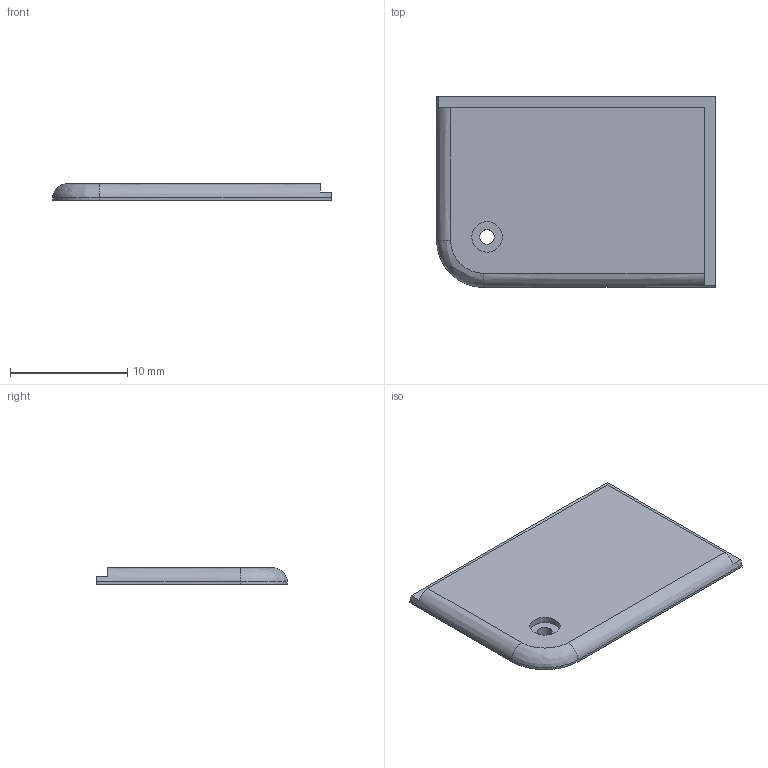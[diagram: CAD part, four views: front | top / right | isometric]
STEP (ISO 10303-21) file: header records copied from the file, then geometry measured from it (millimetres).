
FILE_DESCRIPTION(/* description */ (''),/* implementation_level */ '2;1');
FILE_NAME(/* name */ 'pepper-deck-4-card-cover.step',/* time_stamp */ '2025-04-30T10:02:49+08:00',/* author */ (''),/* organization */ (''),/* preprocessor_version */ 'ST-DEVELOPER v20.1',/* originating_system */ 'Autodesk Translation Framework v14.4.0.0',/* authorisation */ '');
FILE_SCHEMA (('AUTOMOTIVE_DESIGN { 1 0 10303 214 3 1 1 }'));
Length unit declared in the file: millimetre
Products named in the file (1): pepper-deck
Bounding box: 23.75 x 16.25 x 1.4 mm (x, y, z)
Volume: 492.8 mm3; surface area: 856.1 mm2
Topology: 1 solids, 1 shells, 16 faces, 37 edges, 24 vertices
Faces by surface type: plane 10, cylinder 3, bspline 3
Full cylindrical faces by diameter (mm): 1.25 x1, 2.6 x1
Entity records: 675 total; most frequent: CARTESIAN_POINT 230, ORIENTED_EDGE 74, DIRECTION 56, EDGE_CURVE 37, VERTEX_POINT 24, EDGE_LOOP 19, AXIS2_PLACEMENT_3D 19, LINE 18
